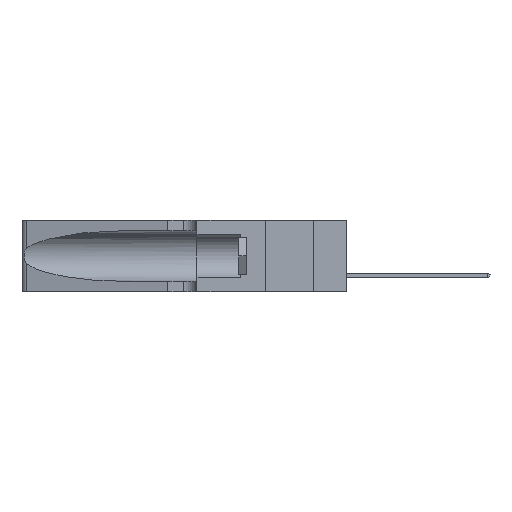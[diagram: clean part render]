
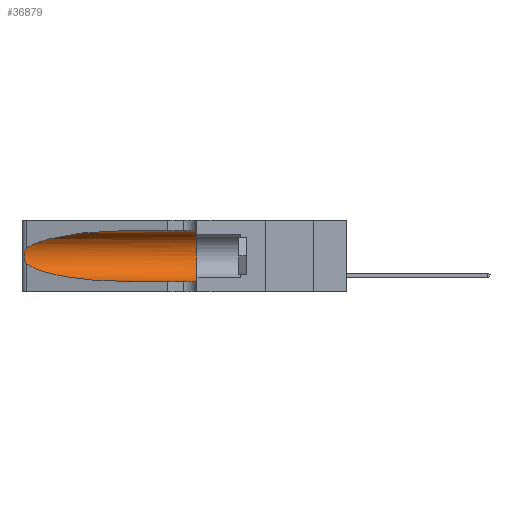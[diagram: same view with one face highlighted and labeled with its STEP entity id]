
A CAD part, left-side view. The second image highlights one B-rep face of the part: STEP entity #36879.
In plain terms, the highlighted cylindrical face has radius 3.308 mm (diameter 6.617 mm), a partial arc.
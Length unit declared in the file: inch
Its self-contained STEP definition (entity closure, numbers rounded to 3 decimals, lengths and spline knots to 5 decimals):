
#893 = CARTESIAN_POINT ( 'NONE',  ( 0.25487, 1.22718, 0.14631 ) ) ;
#1651 = CARTESIAN_POINT ( 'NONE',  ( 0.1305, 1.61858, 0.05475 ) ) ;
#2885 = CIRCLE ( 'NONE', #22883, 0.13025 ) ;
#3190 = CARTESIAN_POINT ( 'NONE',  ( 0.25487, 1.22718, 0.22369 ) ) ;
#3312 = CARTESIAN_POINT ( 'NONE',  ( 0.2373, 1.15595, 0.08982 ) ) ;
#3352 = VERTEX_POINT ( 'NONE', #9350 ) ;
#5238 = LINE ( 'NONE', #1651, #28876 ) ;
#5424 = DIRECTION ( 'NONE',  ( 0., -1., 0. ) ) ;
#5594 = ORIENTED_EDGE ( 'NONE', *, *, #21358, .T. ) ;
#8668 = DIRECTION ( 'NONE',  ( 0., 0., -1. ) ) ;
#8797 = CARTESIAN_POINT ( 'NONE',  ( 0.1305, 1.61858, 0.185 ) ) ;
#8844 = EDGE_LOOP ( 'NONE', ( #38063, #20805, #9673, #5594, #10654, #35134 ) ) ;
#8898 = CARTESIAN_POINT ( 'NONE',  ( 0.18966, 0.96281, 0.31525 ) ) ;
#9233 = AXIS2_PLACEMENT_3D ( 'NONE', #8797, #5424, #8668 ) ;
#9302 = CARTESIAN_POINT ( 'NONE',  ( 0.1305, 0.72297, 0.31525 ) ) ;
#9350 = CARTESIAN_POINT ( 'NONE',  ( 0.25487, 1.22718, 0.14631 ) ) ;
#9673 = ORIENTED_EDGE ( 'NONE', *, *, #35151, .T. ) ;
#9893 = CARTESIAN_POINT ( 'NONE',  ( 0.26018, 1.23835, 0.19895 ) ) ;
#10443 = CARTESIAN_POINT ( 'NONE',  ( 0.1305, 0.35, 0.31525 ) ) ;
#10654 = ORIENTED_EDGE ( 'NONE', *, *, #13914, .F. ) ;
#12998 = CARTESIAN_POINT ( 'NONE',  ( 0.25555, 1.22994, 0.2215 ) ) ;
#13260 = CARTESIAN_POINT ( 'NONE',  ( 0.25787, 1.23484, 0.2124 ) ) ;
#13389 = CARTESIAN_POINT ( 'NONE',  ( 0.25555, 1.22993, 0.14849 ) ) ;
#13914 = EDGE_CURVE ( 'NONE', #32927, #23171, #2885, .T. ) ;
#14170 = VECTOR ( 'NONE', #33326, 39.37008 ) ;
#15097 = CARTESIAN_POINT ( 'NONE',  ( 0.2373, 1.15595, 0.28018 ) ) ;
#16105 = CARTESIAN_POINT ( 'NONE',  ( 0.25854, 1.2359, 0.20912 ) ) ;
#16153 = VERTEX_POINT ( 'NONE', #37117 ) ;
#17949 =( BOUNDED_CURVE ( )  B_SPLINE_CURVE ( 3, ( #9302, #8898, #15097, #18230 ),
 .UNSPECIFIED., .F., .T. ) 
 B_SPLINE_CURVE_WITH_KNOTS ( ( 4, 4 ),
 ( 1.5708, 2.84003 ),
 .UNSPECIFIED. ) 
 CURVE ( )  GEOMETRIC_REPRESENTATION_ITEM ( )  RATIONAL_B_SPLINE_CURVE ( ( 1., 0.87, 0.87, 1. ) ) 
 REPRESENTATION_ITEM ( '' )  );
#18230 = CARTESIAN_POINT ( 'NONE',  ( 0.25487, 1.22718, 0.22369 ) ) ;
#19364 = CARTESIAN_POINT ( 'NONE',  ( 0.25789, 1.23486, 0.15765 ) ) ;
#20020 = CARTESIAN_POINT ( 'NONE',  ( 0.1305, 0.35, 0.05475 ) ) ;
#20425 = B_SPLINE_CURVE_WITH_KNOTS ( 'NONE', 3,
 ( #37370, #12998, #31682, #13260, #16105, #9893, #34642, #37632, #37903, #31292, #19364, #31814, #13389, #893 ),
 .UNSPECIFIED., .F., .F.,
 ( 4, 2, 2, 2, 2, 2, 4 ),
 ( 0., 0.00027, 0.00053, 0.00107, 0.0016, 0.00187, 0.00214 ),
 .UNSPECIFIED. ) ;
#20805 = ORIENTED_EDGE ( 'NONE', *, *, #28082, .T. ) ;
#21358 = EDGE_CURVE ( 'NONE', #35423, #23171, #5238, .T. ) ;
#22365 = LINE ( 'NONE', #24228, #14170 ) ;
#22883 = AXIS2_PLACEMENT_3D ( 'NONE', #27222, #26949, #39339 ) ;
#23171 = VERTEX_POINT ( 'NONE', #20020 ) ;
#24159 = DIRECTION ( 'NONE',  ( 0., -1., 0. ) ) ;
#24228 = CARTESIAN_POINT ( 'NONE',  ( 0.1305, 1.61858, 0.31525 ) ) ;
#26278 = VERTEX_POINT ( 'NONE', #3190 ) ;
#26949 = DIRECTION ( 'NONE',  ( 0., 1., 0. ) ) ;
#27222 = CARTESIAN_POINT ( 'NONE',  ( 0.1305, 0.35, 0.185 ) ) ;
#27428 = CYLINDRICAL_SURFACE ( 'NONE', #9233, 0.13025 ) ;
#28082 = EDGE_CURVE ( 'NONE', #26278, #3352, #20425, .T. ) ;
#28383 = CARTESIAN_POINT ( 'NONE',  ( 0.25487, 1.22718, 0.14631 ) ) ;
#28876 = VECTOR ( 'NONE', #24159, 39.37008 ) ;
#29789 =( BOUNDED_CURVE ( )  B_SPLINE_CURVE ( 3, ( #28383, #3312, #30913, #34388 ),
 .UNSPECIFIED., .F., .T. ) 
 B_SPLINE_CURVE_WITH_KNOTS ( ( 4, 4 ),
 ( 3.44316, 4.71239 ),
 .UNSPECIFIED. ) 
 CURVE ( )  GEOMETRIC_REPRESENTATION_ITEM ( )  RATIONAL_B_SPLINE_CURVE ( ( 1., 0.87, 0.87, 1. ) ) 
 REPRESENTATION_ITEM ( '' )  );
#30913 = CARTESIAN_POINT ( 'NONE',  ( 0.18966, 0.96281, 0.05475 ) ) ;
#31292 = CARTESIAN_POINT ( 'NONE',  ( 0.25856, 1.23593, 0.16098 ) ) ;
#31682 = CARTESIAN_POINT ( 'NONE',  ( 0.25639, 1.23184, 0.21858 ) ) ;
#31814 = CARTESIAN_POINT ( 'NONE',  ( 0.25639, 1.23186, 0.15144 ) ) ;
#32088 = EDGE_CURVE ( 'NONE', #16153, #26278, #17949, .T. ) ;
#32927 = VERTEX_POINT ( 'NONE', #10443 ) ;
#33326 = DIRECTION ( 'NONE',  ( 0., -1., 0. ) ) ;
#33819 = EDGE_CURVE ( 'NONE', #16153, #32927, #22365, .T. ) ;
#34388 = CARTESIAN_POINT ( 'NONE',  ( 0.1305, 0.72297, 0.05475 ) ) ;
#34642 = CARTESIAN_POINT ( 'NONE',  ( 0.26075, 1.23896, 0.19203 ) ) ;
#35134 = ORIENTED_EDGE ( 'NONE', *, *, #33819, .F. ) ;
#35151 = EDGE_CURVE ( 'NONE', #3352, #35423, #29789, .T. ) ;
#35423 = VERTEX_POINT ( 'NONE', #35455 ) ;
#35455 = CARTESIAN_POINT ( 'NONE',  ( 0.1305, 0.72297, 0.05475 ) ) ;
#36879 = ADVANCED_FACE ( 'NONE', ( #38504 ), #27428, .F. ) ;
#37117 = CARTESIAN_POINT ( 'NONE',  ( 0.1305, 0.72297, 0.31525 ) ) ;
#37370 = CARTESIAN_POINT ( 'NONE',  ( 0.25487, 1.22718, 0.22369 ) ) ;
#37632 = CARTESIAN_POINT ( 'NONE',  ( 0.26075, 1.23896, 0.178 ) ) ;
#37903 = CARTESIAN_POINT ( 'NONE',  ( 0.26017, 1.23833, 0.17102 ) ) ;
#38063 = ORIENTED_EDGE ( 'NONE', *, *, #32088, .T. ) ;
#38504 = FACE_OUTER_BOUND ( 'NONE', #8844, .T. ) ;
#39339 = DIRECTION ( 'NONE',  ( 0., 0., 1. ) ) ;
